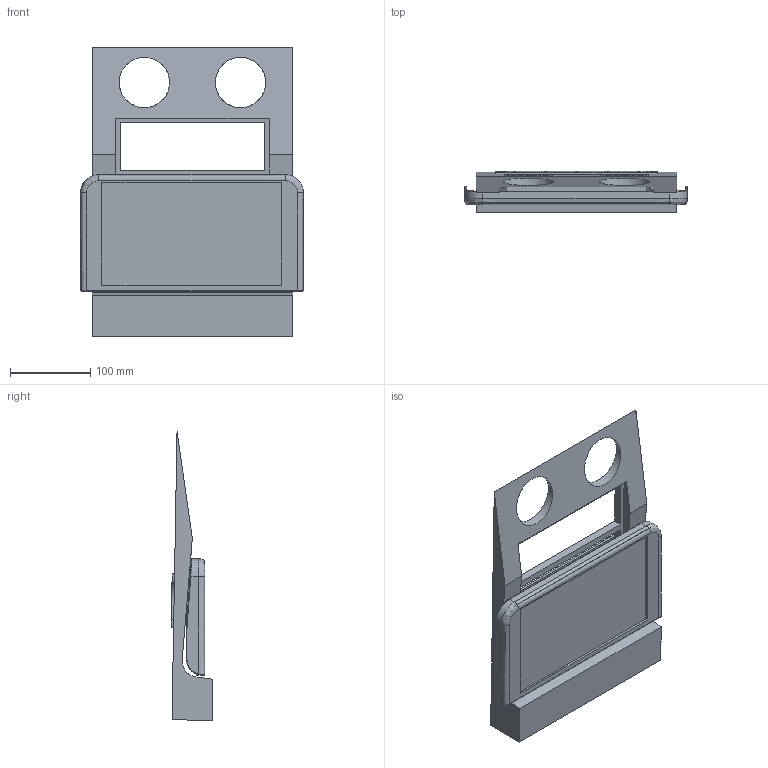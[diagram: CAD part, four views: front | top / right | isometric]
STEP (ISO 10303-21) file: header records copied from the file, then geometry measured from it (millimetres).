
FILE_DESCRIPTION(/* description */ (''),/* implementation_level */ '2;1');
FILE_NAME(/* name */ 'screen-holder.step',/* time_stamp */ '2024-04-26T15:41:04+02:00',/* author */ (''),/* organization */ (''),/* preprocessor_version */ 'ST-DEVELOPER v20',/* originating_system */ 'Autodesk Translation Framework v12.20.1.177',/* authorisation */ '');
FILE_SCHEMA (('AUTOMOTIVE_DESIGN { 1 0 10303 214 3 1 1 }'));
Length unit declared in the file: millimetre
Products named in the file (6): screen-holder-v2; screen-case; screen-visual; holder-2; Komponente7; car-visual
Assembly tree (5 placements, depth 3):
  screen-holder-v2
    screen-case
    screen-visual
    holder-2
      Komponente7
    car-visual
Bounding box: 278 x 51.88 x 360.39 mm (x, y, z)
Volume: 1669400.8 mm3; surface area: 362709 mm2
Topology: 6 solids, 6 shells, 243 faces, 587 edges, 381 vertices
Faces by surface type: plane 153, cylinder 73, bspline 13, torus 4
Full cylindrical faces by diameter (mm): 2 x44, 4 x4, 63 x2
Entity records: 7990 total; most frequent: CARTESIAN_POINT 1912, DIRECTION 1209, ORIENTED_EDGE 1174, EDGE_CURVE 587, LINE 405, VECTOR 405, AXIS2_PLACEMENT_3D 402, VERTEX_POINT 381
